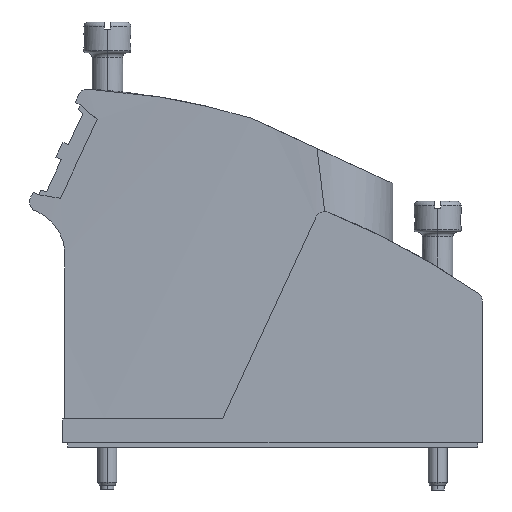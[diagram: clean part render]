
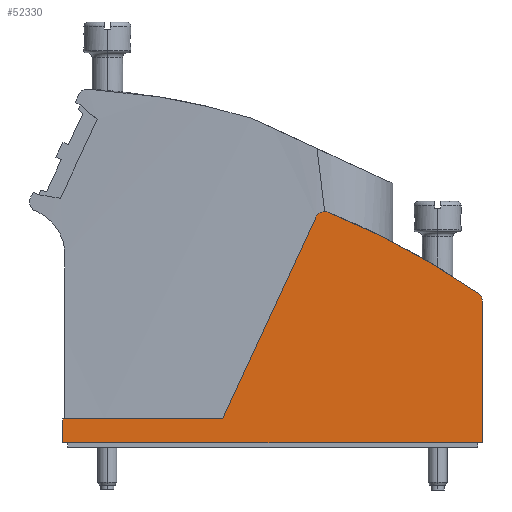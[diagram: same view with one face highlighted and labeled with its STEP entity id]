
A CAD part, left-side view. The second image highlights one B-rep face of the part: STEP entity #52330.
In plain terms, the highlighted face is planar.
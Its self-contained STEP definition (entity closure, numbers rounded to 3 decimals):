
#28230=CARTESIAN_POINT('',(4.52,-34.812,
2.007));
#28240=VERTEX_POINT('',#28230);
#28270=CARTESIAN_POINT('',(0.,-34.812,2.007));
#28280=DIRECTION('',(-1.,0.,0.));
#28290=VECTOR('',#28280,1.);
#28300=LINE('',#28270,#28290);
#28310=CARTESIAN_POINT('',(-29.405,-34.812,
2.007));
#28320=VERTEX_POINT('',#28310);
#28330=EDGE_CURVE('',#28240,#28320,#28300,.T.);
#28600=CARTESIAN_POINT('',(24.3,7.969,
2.007));
#28610=VERTEX_POINT('',#28600);
#28660=CARTESIAN_POINT('',(20.616,0.,2.007));
#28670=DIRECTION('',(0.42,0.908,0.));
#28680=VECTOR('',#28670,1.);
#28690=LINE('',#28660,#28680);
#28700=EDGE_CURVE('',#28240,#28610,#28690,.T.);
#28950=CARTESIAN_POINT('',(-29.405,0.,2.007));
#28960=DIRECTION('',(0.,1.,0.));
#28970=VECTOR('',#28960,1.);
#28980=LINE('',#28950,#28970);
#28990=CARTESIAN_POINT('',(-29.405,-39.812,
2.007));
#29000=VERTEX_POINT('',#28990);
#29010=EDGE_CURVE('',#29000,#28320,#28980,.T.);
#29260=CARTESIAN_POINT('',(0.,-39.812,2.007));
#29270=DIRECTION('',(-1.,0.,0.));
#29280=VECTOR('',#29270,1.);
#29290=LINE('',#29260,#29280);
#29300=CARTESIAN_POINT('',(59.595,-39.812,
2.007));
#29310=VERTEX_POINT('',#29300);
#29320=EDGE_CURVE('',#29310,#29000,#29290,.T.);
#33910=CARTESIAN_POINT('',(59.595,-9.856,
2.007));
#33920=VERTEX_POINT('',#33910);
#33970=CARTESIAN_POINT('',(59.595,0.,2.007));
#33980=DIRECTION('',(0.,1.,0.));
#33990=VECTOR('',#33980,1.);
#34000=LINE('',#33970,#33990);
#34010=EDGE_CURVE('',#29310,#33920,#34000,.T.);
#34180=CARTESIAN_POINT('',(57.595,-9.856,
2.007));
#34190=DIRECTION('',(0.,0.,1.));
#34200=DIRECTION('',(1.,0.,0.));
#34210=AXIS2_PLACEMENT_3D('',#34180,#34190,#34200);
#34220=CIRCLE('',#34210,2.);
#34230=CARTESIAN_POINT('',(58.732,-8.211,
2.007));
#34240=VERTEX_POINT('',#34230);
#34250=EDGE_CURVE('',#33920,#34240,#34220,.T.);
#38450=CARTESIAN_POINT('',(-35.079,-143.948,
2.007));
#38460=DIRECTION('',(0.,0.,1.));
#38470=DIRECTION('',(1.,0.,0.));
#38480=AXIS2_PLACEMENT_3D('',#38450,#38460,#38470);
#38490=CIRCLE('',#38480,165.);
#38500=CARTESIAN_POINT('',(26.866,8.983,
2.007));
#38510=VERTEX_POINT('',#38500);
#38520=EDGE_CURVE('',#34240,#38510,#38490,.T.);
#51040=CARTESIAN_POINT('',(26.115,7.129,
2.007));
#51050=DIRECTION('',(0.,0.,1.));
#51060=DIRECTION('',(1.,0.,0.));
#51070=AXIS2_PLACEMENT_3D('',#51040,#51050,#51060);
#51080=CIRCLE('',#51070,2.);
#51090=EDGE_CURVE('',#38510,#28610,#51080,.T.);
#52180=CARTESIAN_POINT('',(51.856,-8.829,
2.007));
#52190=DIRECTION('',(0.,0.,1.));
#52200=DIRECTION('',(1.,0.,0.));
#52210=AXIS2_PLACEMENT_3D('',#52180,#52190,#52200);
#52220=PLANE('',#52210);
#52230=ORIENTED_EDGE('',*,*,#28700,.F.);
#52240=ORIENTED_EDGE('',*,*,#51090,.T.);
#52250=ORIENTED_EDGE('',*,*,#38520,.T.);
#52260=ORIENTED_EDGE('',*,*,#34250,.T.);
#52270=ORIENTED_EDGE('',*,*,#34010,.T.);
#52280=ORIENTED_EDGE('',*,*,#29320,.F.);
#52290=ORIENTED_EDGE('',*,*,#29010,.F.);
#52300=ORIENTED_EDGE('',*,*,#28330,.T.);
#52310=EDGE_LOOP('',(#52300,#52290,#52280,#52270,#52260,#52250,#52240,
#52230));
#52320=FACE_OUTER_BOUND('',#52310,.T.);
#52330=ADVANCED_FACE('',(#52320),#52220,.T.);
